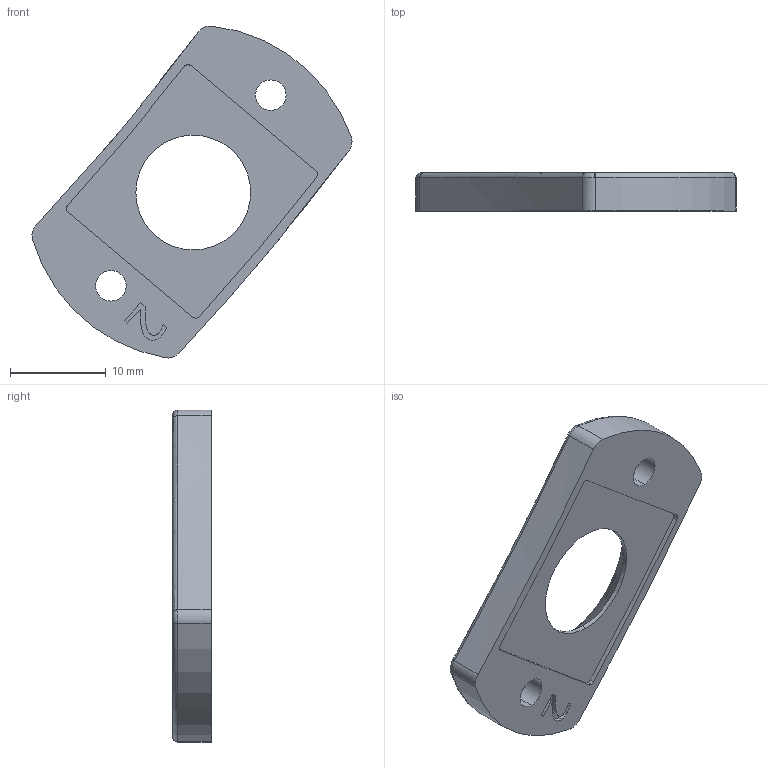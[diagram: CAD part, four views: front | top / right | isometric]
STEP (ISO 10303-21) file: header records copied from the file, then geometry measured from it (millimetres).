
FILE_DESCRIPTION (( 'STEP AP214' ), '1' );
FILE_NAME ('FurrClip_2.STEP', '2023-12-12T07:40:51', ( '' ), ( '' ), 'SwSTEP 2.0', 'SolidWorks 2022', '' );
FILE_SCHEMA (( 'AUTOMOTIVE_DESIGN' ));
Length unit declared in the file: millimetre
Products named in the file (1): FurrClip_2
Bounding box: 33.44 x 4 x 34.69 mm (x, y, z)
Volume: 1766.4 mm3; surface area: 1627.5 mm2
Topology: 1 solids, 1 shells, 65 faces, 163 edges, 102 vertices
Faces by surface type: cylinder 18, bspline 17, torus 13, plane 11, cone 6
Entity records: 2479 total; most frequent: CARTESIAN_POINT 933, ORIENTED_EDGE 326, DIRECTION 300, EDGE_CURVE 163, AXIS2_PLACEMENT_3D 120, VERTEX_POINT 102, EDGE_LOOP 73, CIRCLE 71
